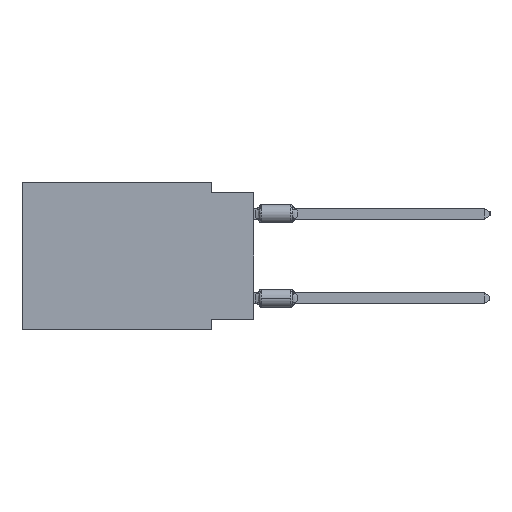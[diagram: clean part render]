
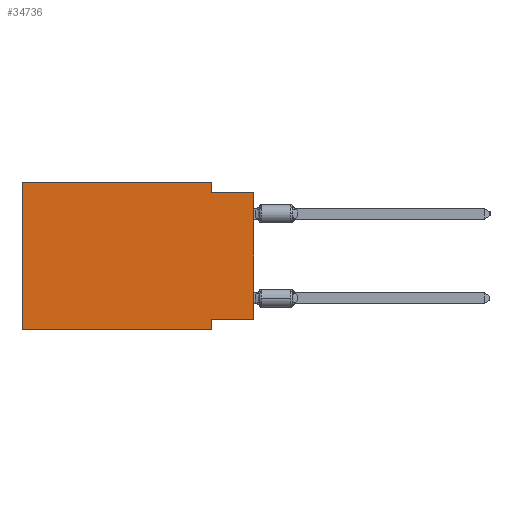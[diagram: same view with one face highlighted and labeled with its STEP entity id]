
A CAD part, left-side view. The second image highlights one B-rep face of the part: STEP entity #34736.
In plain terms, the highlighted planar face has unit normal (-1, 0, 0).
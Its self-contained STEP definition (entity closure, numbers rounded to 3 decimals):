
#944 = VECTOR ( 'NONE', #34698, 1000. ) ;
#1295 = VERTEX_POINT ( 'NONE', #16850 ) ;
#1974 = EDGE_CURVE ( 'NONE', #1295, #13942, #30622, .T. ) ;
#2400 = ORIENTED_EDGE ( 'NONE', *, *, #16571, .F. ) ;
#2451 = DIRECTION ( 'NONE',  ( 0., 1., 0. ) ) ;
#4054 = EDGE_CURVE ( 'NONE', #1295, #11116, #16870, .T. ) ;
#4344 = EDGE_CURVE ( 'NONE', #5526, #24393, #15593, .T. ) ;
#4590 = LINE ( 'NONE', #34236, #26932 ) ;
#4921 = ORIENTED_EDGE ( 'NONE', *, *, #4344, .F. ) ;
#5094 = CARTESIAN_POINT ( 'NONE',  ( 0., 0., -8.255 ) ) ;
#5227 = VECTOR ( 'NONE', #22711, 1000. ) ;
#5526 = VERTEX_POINT ( 'NONE', #13469 ) ;
#5809 = CARTESIAN_POINT ( 'NONE',  ( 0., 0., -0.635 ) ) ;
#5943 = DIRECTION ( 'NONE',  ( 0., -1., 0. ) ) ;
#7943 = CARTESIAN_POINT ( 'NONE',  ( 0., 2.54, 0. ) ) ;
#9497 = VECTOR ( 'NONE', #28054, 1000. ) ;
#9735 = CARTESIAN_POINT ( 'NONE',  ( 0., 13.97, 0. ) ) ;
#9773 = CARTESIAN_POINT ( 'NONE',  ( 0., 2.54, -8.89 ) ) ;
#10500 = CARTESIAN_POINT ( 'NONE',  ( 0., 2.54, -0.635 ) ) ;
#11116 = VERTEX_POINT ( 'NONE', #11815 ) ;
#11815 = CARTESIAN_POINT ( 'NONE',  ( 0., 13.97, 0. ) ) ;
#12209 = LINE ( 'NONE', #14870, #5227 ) ;
#12245 = VECTOR ( 'NONE', #5943, 1000. ) ;
#12441 = ORIENTED_EDGE ( 'NONE', *, *, #25797, .F. ) ;
#13043 = CARTESIAN_POINT ( 'NONE',  ( 0., 0., 0. ) ) ;
#13469 = CARTESIAN_POINT ( 'NONE',  ( 0., 2.54, 0. ) ) ;
#13942 = VERTEX_POINT ( 'NONE', #20183 ) ;
#14639 = CARTESIAN_POINT ( 'NONE',  ( 0., 13.97, -8.89 ) ) ;
#14870 = CARTESIAN_POINT ( 'NONE',  ( 0., 0., -0.635 ) ) ;
#14942 = EDGE_CURVE ( 'NONE', #32928, #13942, #23462, .T. ) ;
#15370 = ORIENTED_EDGE ( 'NONE', *, *, #31665, .F. ) ;
#15514 = LINE ( 'NONE', #13043, #944 ) ;
#15538 = PLANE ( 'NONE',  #28961 ) ;
#15593 = LINE ( 'NONE', #7943, #26546 ) ;
#16197 = DIRECTION ( 'NONE',  ( 0., 0., -1. ) ) ;
#16571 = EDGE_CURVE ( 'NONE', #11116, #5526, #23254, .T. ) ;
#16850 = CARTESIAN_POINT ( 'NONE',  ( 0., 13.97, -8.89 ) ) ;
#16870 = LINE ( 'NONE', #22563, #9497 ) ;
#18167 = VERTEX_POINT ( 'NONE', #5809 ) ;
#20183 = CARTESIAN_POINT ( 'NONE',  ( 0., 2.54, -8.89 ) ) ;
#20580 = DIRECTION ( 'NONE',  ( 0., -1., 0. ) ) ;
#20619 = DIRECTION ( 'NONE',  ( 0., 0., -1. ) ) ;
#21715 = VECTOR ( 'NONE', #20580, 1000. ) ;
#21786 = ORIENTED_EDGE ( 'NONE', *, *, #1974, .T. ) ;
#21883 = ORIENTED_EDGE ( 'NONE', *, *, #14942, .F. ) ;
#22563 = CARTESIAN_POINT ( 'NONE',  ( 0., 13.97, 0. ) ) ;
#22711 = DIRECTION ( 'NONE',  ( 0., -1., 0. ) ) ;
#23254 = LINE ( 'NONE', #9735, #21715 ) ;
#23462 = LINE ( 'NONE', #9773, #27868 ) ;
#23537 = DIRECTION ( 'NONE',  ( 1., 0., 0. ) ) ;
#24014 = EDGE_LOOP ( 'NONE', ( #33569, #15370, #4921, #2400, #27434, #21786, #21883, #12441 ) ) ;
#24393 = VERTEX_POINT ( 'NONE', #10500 ) ;
#25797 = EDGE_CURVE ( 'NONE', #31833, #32928, #4590, .T. ) ;
#26546 = VECTOR ( 'NONE', #26789, 1000. ) ;
#26789 = DIRECTION ( 'NONE',  ( 0., 0., -1. ) ) ;
#26932 = VECTOR ( 'NONE', #2451, 1000. ) ;
#27222 = FACE_OUTER_BOUND ( 'NONE', #24014, .T. ) ;
#27434 = ORIENTED_EDGE ( 'NONE', *, *, #4054, .F. ) ;
#27766 = EDGE_CURVE ( 'NONE', #31833, #18167, #15514, .T. ) ;
#27868 = VECTOR ( 'NONE', #20619, 1000. ) ;
#28054 = DIRECTION ( 'NONE',  ( 0., 0., 1. ) ) ;
#28072 = CARTESIAN_POINT ( 'NONE',  ( 0., 2.54, -8.255 ) ) ;
#28961 = AXIS2_PLACEMENT_3D ( 'NONE', #32534, #23537, #16197 ) ;
#30622 = LINE ( 'NONE', #14639, #12245 ) ;
#31665 = EDGE_CURVE ( 'NONE', #24393, #18167, #12209, .T. ) ;
#31833 = VERTEX_POINT ( 'NONE', #5094 ) ;
#32534 = CARTESIAN_POINT ( 'NONE',  ( 0., 13.97, 0. ) ) ;
#32928 = VERTEX_POINT ( 'NONE', #28072 ) ;
#33569 = ORIENTED_EDGE ( 'NONE', *, *, #27766, .T. ) ;
#34236 = CARTESIAN_POINT ( 'NONE',  ( 0., 0., -8.255 ) ) ;
#34698 = DIRECTION ( 'NONE',  ( 0., 0., 1. ) ) ;
#34736 = ADVANCED_FACE ( 'NONE', ( #27222 ), #15538, .F. ) ;
